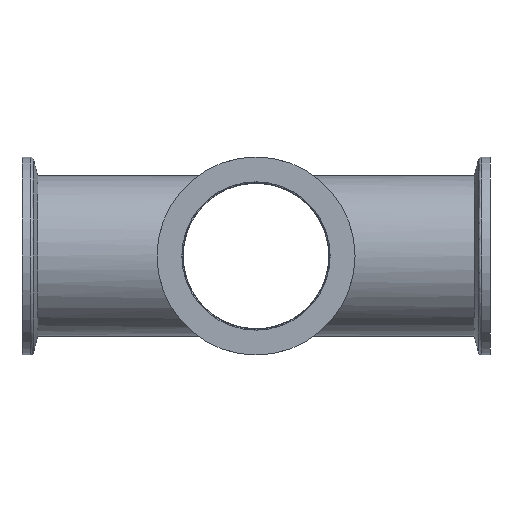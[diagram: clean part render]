
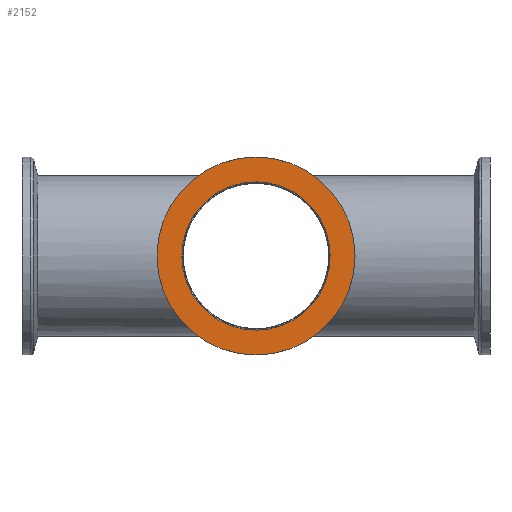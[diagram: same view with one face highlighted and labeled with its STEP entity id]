
A CAD part, left-side view. The second image highlights one B-rep face of the part: STEP entity #2152.
In plain terms, the highlighted planar face has unit normal (-1, 0, 0).
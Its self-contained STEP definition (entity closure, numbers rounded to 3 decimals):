
#463 = FACE_OUTER_BOUND ( 'NONE', #2887, .T. ) ;
#497 = VERTEX_POINT ( 'NONE', #914 ) ;
#914 = CARTESIAN_POINT ( 'NONE',  ( 0., 27.5, 0. ) ) ;
#1149 = PLANE ( 'NONE',  #3072 ) ;
#1224 = EDGE_CURVE ( 'NONE', #497, #497, #3587, .T. ) ;
#1317 = ORIENTED_EDGE ( 'NONE', *, *, #4617, .T. ) ;
#1507 = DIRECTION ( 'NONE',  ( 0., 1., 0. ) ) ;
#2137 = AXIS2_PLACEMENT_3D ( 'NONE', #4973, #4199, #2998 ) ;
#2152 = ADVANCED_FACE ( 'NONE', ( #3689, #463 ), #1149, .T. ) ;
#2352 = DIRECTION ( 'NONE',  ( 1., 0., 0. ) ) ;
#2714 = EDGE_LOOP ( 'NONE', ( #1317 ) ) ;
#2767 = CARTESIAN_POINT ( 'NONE',  ( 0., 27.5, 0. ) ) ;
#2887 = EDGE_LOOP ( 'NONE', ( #4251 ) ) ;
#2998 = DIRECTION ( 'NONE',  ( 0., 1., 0. ) ) ;
#3072 = AXIS2_PLACEMENT_3D ( 'NONE', #2767, #4764, #3944 ) ;
#3228 = CIRCLE ( 'NONE', #3551, 20.6 ) ;
#3551 = AXIS2_PLACEMENT_3D ( 'NONE', #3897, #2352, #1507 ) ;
#3587 = CIRCLE ( 'NONE', #2137, 27.5 ) ;
#3689 = FACE_BOUND ( 'NONE', #2714, .T. ) ;
#3897 = CARTESIAN_POINT ( 'NONE',  ( 0., 0., 0. ) ) ;
#3944 = DIRECTION ( 'NONE',  ( 0., -1., 0. ) ) ;
#4072 = CARTESIAN_POINT ( 'NONE',  ( 0., 20.6, 0. ) ) ;
#4199 = DIRECTION ( 'NONE',  ( -1., 0., 0. ) ) ;
#4251 = ORIENTED_EDGE ( 'NONE', *, *, #1224, .T. ) ;
#4355 = VERTEX_POINT ( 'NONE', #4072 ) ;
#4617 = EDGE_CURVE ( 'NONE', #4355, #4355, #3228, .T. ) ;
#4764 = DIRECTION ( 'NONE',  ( -1., 0., 0. ) ) ;
#4973 = CARTESIAN_POINT ( 'NONE',  ( 0., 0., 0. ) ) ;
